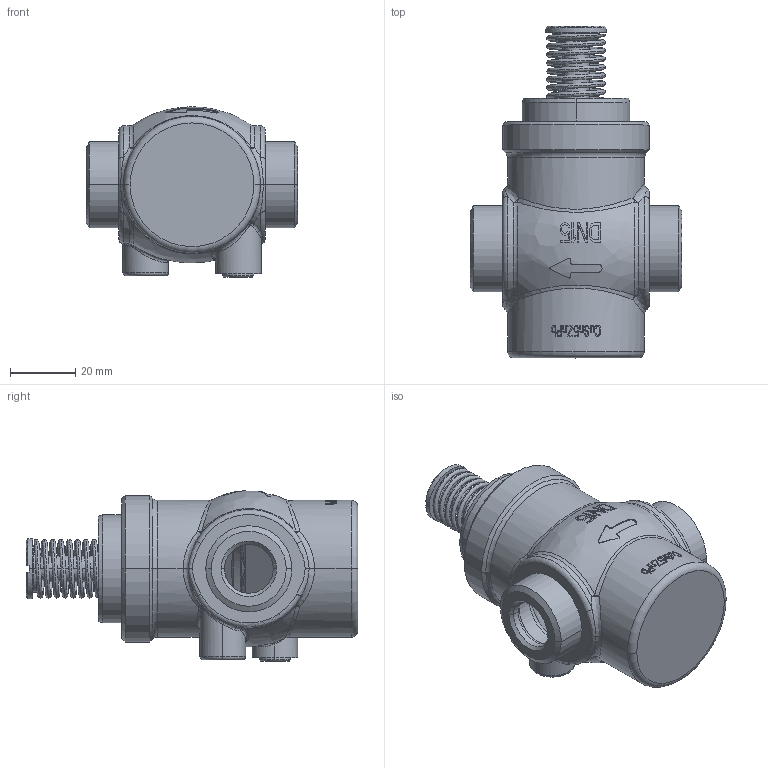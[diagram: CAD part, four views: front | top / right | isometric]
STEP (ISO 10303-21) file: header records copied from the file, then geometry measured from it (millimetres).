
FILE_DESCRIPTION((''),'2;1');
FILE_NAME('065B0770_ASM','2015-02-26T',('u317927'),('Danfoss'),'PRO/ENGINEER BY PARAMETRIC TECHNOLOGY CORPORATION, 2014000','PRO/ENGINEER BY PARAMETRIC TECHNOLOGY CORPORATION, 2014000','');
FILE_SCHEMA(('CONFIG_CONTROL_DESIGN'));
Length unit declared in the file: millimetre
Products named in the file (11): 8882821; 8882800_ASM_ASM; 8882840; 8882838; 8882837; 5184004; 8880037_INST; 8882811_ASM_ASM; 8882006; 065B0770_ASM_1_ASM; 065B0770_ASM
Assembly tree (10 placements, depth 4):
  065B0770_ASM
    065B0770_ASM_1_ASM
      8882800_ASM_ASM
        8882821
      8882811_ASM_ASM
        8882840
        8882838
        8882837
        5184004
        8880037_INST
      8882006
Bounding box: 65 x 101.9 x 52.26 mm (x, y, z)
Volume: 80737.2 mm3; surface area: 39920.5 mm2
Topology: 7 solids, 7 shells, 844 faces, 2197 edges, 1402 vertices
Faces by surface type: plane 455, cylinder 141, bspline 118, cone 62, torus 60, sphere 8
Entity records: 34735 total; most frequent: CARTESIAN_POINT 15478, ORIENTED_EDGE 4370, DIRECTION 3451, EDGE_CURVE 2185, VERTEX_POINT 1402, AXIS2_PLACEMENT_3D 1371, EDGE_LOOP 901, B_SPLINE_CURVE_WITH_KNOTS 861
